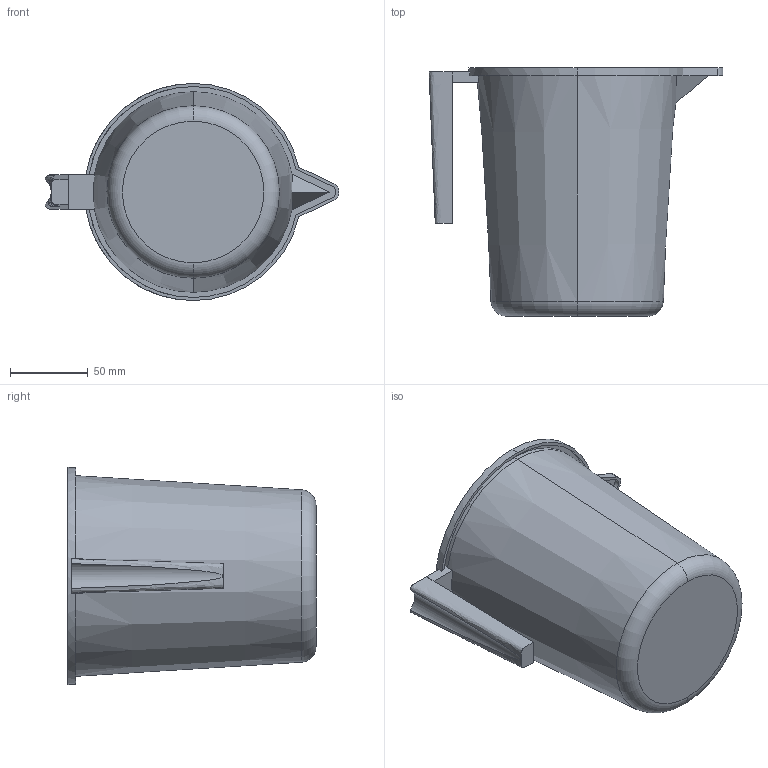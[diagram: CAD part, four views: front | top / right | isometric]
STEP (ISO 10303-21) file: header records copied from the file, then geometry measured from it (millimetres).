
FILE_DESCRIPTION (( 'STEP AP214' ), '1' );
FILE_NAME ('Bath mug -2003091.step', '2023-06-15T00:37:23', ( '' ), ( '' ), 'SwSTEP 2.0', 'SolidWorks 2022', '' );
FILE_SCHEMA (( 'AUTOMOTIVE_DESIGN' ));
Length unit declared in the file: millimetre
Products named in the file (1): Bath mug -2003091
Bounding box: 189.53 x 160 x 140 mm (x, y, z)
Volume: 232510.3 mm3; surface area: 149323.5 mm2
Topology: 1 solids, 1 shells, 48 faces, 130 edges, 84 vertices
Faces by surface type: plane 26, cylinder 12, cone 4, torus 4, bspline 2
Entity records: 1739 total; most frequent: CARTESIAN_POINT 479, DIRECTION 261, ORIENTED_EDGE 260, EDGE_CURVE 130, AXIS2_PLACEMENT_3D 96, VERTEX_POINT 84, VECTOR 69, LINE 69
